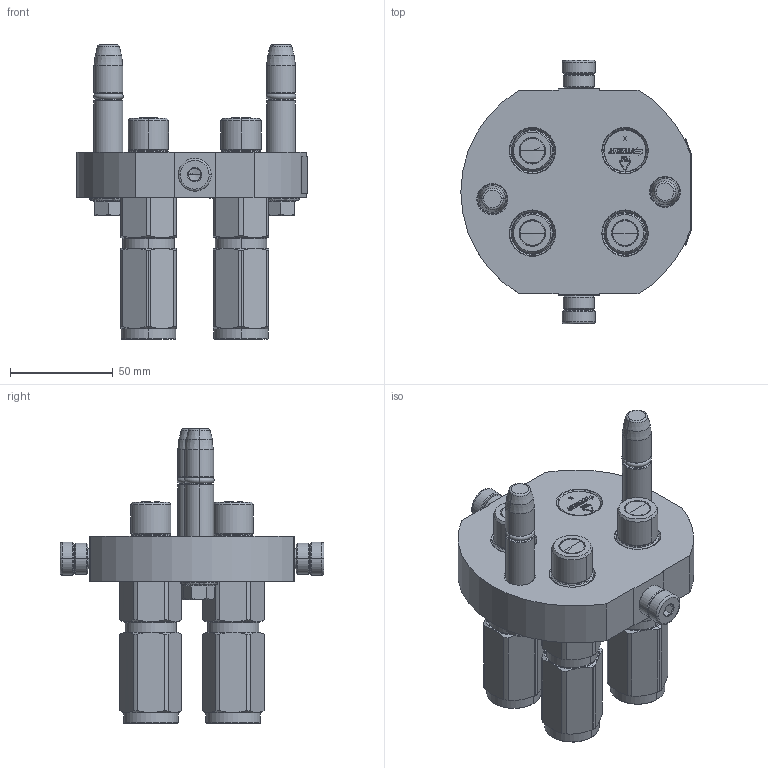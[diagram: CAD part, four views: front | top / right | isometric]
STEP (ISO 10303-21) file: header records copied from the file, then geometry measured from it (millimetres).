
FILE_DESCRIPTION (( 'STEP AP214' ), '1' );
FILE_NAME ('FASTER.step', '2025-01-21T05:12:23', ( '' ), ( '' ), 'SwSTEP 2.0', 'SolidWorks 2017', '' );
FILE_SCHEMA (( 'AUTOMOTIVE_DESIGN' ));
Length unit declared in the file: millimetre
Products named in the file (12): or2_62x9_19_m; 4830_013_3000_020; 1540_080_0008_000; 4830_028_1000_002; TAPPO_38; 3ffnp38_gas_m; et002_piegata; P506_M_BASE; 4830_021_0000_000; FASTER; 4830_010_0000_002
Assembly tree (18 placements, depth 3):
  FASTER
    P506_M_BASE
      4830_010_0000_002
      4830_021_0000_000  x2
      1540_080_0008_000  x2
      4830_013_3000_020  x2
      4830_028_1000_002  x2
      or2_62x9_19_m  x2
    3ffnp38_gas_m  x3
      3ffnp38_gas_m
    TAPPO_38
    et002_piegata
Bounding box: 111.8 x 128 x 142.8 mm (x, y, z)
Volume: 7088.7 mm3; surface area: 96326.8 mm2
Topology: 6 solids, 49 shells, 2079 faces, 5824 edges, 3828 vertices
Faces by surface type: plane 1226, cylinder 396, cone 275, torus 125, bspline 51, sphere 6
Entity records: 60243 total; most frequent: CARTESIAN_POINT 13593, ORIENTED_EDGE 8648, DIRECTION 8171, EDGE_CURVE 4442, VECTOR 3301, LINE 3301, VERTEX_POINT 2906, AXIS2_PLACEMENT_3D 2435
